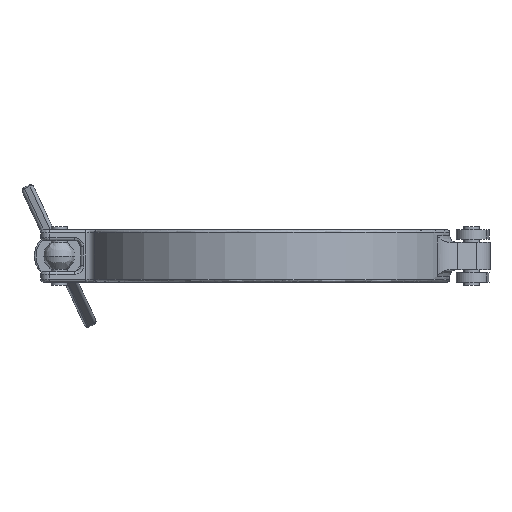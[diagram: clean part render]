
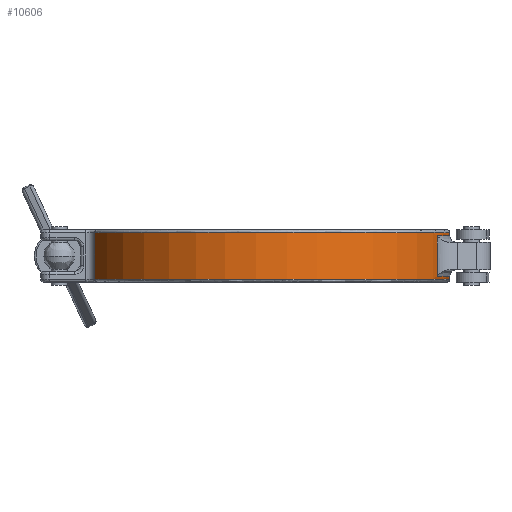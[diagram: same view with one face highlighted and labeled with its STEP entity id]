
A CAD part, front view. The second image highlights one B-rep face of the part: STEP entity #10606.
In plain terms, the highlighted cylindrical face has radius 59.25 mm (diameter 118.5 mm), a partial arc.
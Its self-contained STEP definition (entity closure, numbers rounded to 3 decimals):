
#233 = CARTESIAN_POINT ( 'NONE',  ( -56.423, -18.084, 7.5 ) ) ;
#676 = CARTESIAN_POINT ( 'NONE',  ( 58.912, -6.32, 8.5 ) ) ;
#853 = EDGE_CURVE ( 'NONE', #1512, #11723, #7538, .T. ) ;
#868 = VERTEX_POINT ( 'NONE', #11937 ) ;
#1051 = DIRECTION ( 'NONE',  ( -1., 0., 0. ) ) ;
#1512 = VERTEX_POINT ( 'NONE', #233 ) ;
#1535 = ORIENTED_EDGE ( 'NONE', *, *, #14230, .F. ) ;
#1555 = VECTOR ( 'NONE', #4930, 1000. ) ;
#1610 = DIRECTION ( 'NONE',  ( 0., 0., -1. ) ) ;
#1628 = CARTESIAN_POINT ( 'NONE',  ( 58.912, -6.32, 6.5 ) ) ;
#1818 = CIRCLE ( 'NONE', #3448, 59.25 ) ;
#1820 = ORIENTED_EDGE ( 'NONE', *, *, #9458, .T. ) ;
#1917 = CARTESIAN_POINT ( 'NONE',  ( 0., 0., -7.5 ) ) ;
#2941 = CARTESIAN_POINT ( 'NONE',  ( 0., 0., -6.5 ) ) ;
#3085 = DIRECTION ( 'NONE',  ( 0., 0., -1. ) ) ;
#3399 = AXIS2_PLACEMENT_3D ( 'NONE', #10214, #6299, #7533 ) ;
#3448 = AXIS2_PLACEMENT_3D ( 'NONE', #14190, #6542, #1051 ) ;
#3486 = VECTOR ( 'NONE', #1610, 1000. ) ;
#3593 = EDGE_CURVE ( 'NONE', #13696, #5552, #1818, .T. ) ;
#4078 = VERTEX_POINT ( 'NONE', #8238 ) ;
#4496 = CARTESIAN_POINT ( 'NONE',  ( -56.423, -18.084, -7.5 ) ) ;
#4930 = DIRECTION ( 'NONE',  ( 0., 0., -1. ) ) ;
#5020 = AXIS2_PLACEMENT_3D ( 'NONE', #1917, #6322, #10744 ) ;
#5552 = VERTEX_POINT ( 'NONE', #1628 ) ;
#5607 = DIRECTION ( 'NONE',  ( 0., 0., 1. ) ) ;
#6100 = DIRECTION ( 'NONE',  ( 0., 0., -1. ) ) ;
#6223 = CARTESIAN_POINT ( 'NONE',  ( 58.912, -6.32, 8.5 ) ) ;
#6299 = DIRECTION ( 'NONE',  ( 0., 0., -1. ) ) ;
#6322 = DIRECTION ( 'NONE',  ( 0., 0., 1. ) ) ;
#6368 = ORIENTED_EDGE ( 'NONE', *, *, #853, .T. ) ;
#6542 = DIRECTION ( 'NONE',  ( 0., 0., 1. ) ) ;
#6738 = EDGE_CURVE ( 'NONE', #9679, #5552, #8324, .T. ) ;
#6845 = ORIENTED_EDGE ( 'NONE', *, *, #7286, .T. ) ;
#6874 = CYLINDRICAL_SURFACE ( 'NONE', #3399, 59.25 ) ;
#7027 = AXIS2_PLACEMENT_3D ( 'NONE', #12810, #6100, #10446 ) ;
#7286 = EDGE_CURVE ( 'NONE', #9679, #1512, #12796, .T. ) ;
#7323 = CARTESIAN_POINT ( 'NONE',  ( 58.912, -6.32, 7.5 ) ) ;
#7533 = DIRECTION ( 'NONE',  ( -1., 0., 0. ) ) ;
#7538 = LINE ( 'NONE', #12955, #13114 ) ;
#7704 = LINE ( 'NONE', #14197, #12355 ) ;
#8238 = CARTESIAN_POINT ( 'NONE',  ( 58.912, -6.32, -6.5 ) ) ;
#8324 = LINE ( 'NONE', #6223, #1555 ) ;
#8689 = ORIENTED_EDGE ( 'NONE', *, *, #6738, .F. ) ;
#8818 = ORIENTED_EDGE ( 'NONE', *, *, #3593, .T. ) ;
#9121 = VERTEX_POINT ( 'NONE', #14229 ) ;
#9143 = AXIS2_PLACEMENT_3D ( 'NONE', #2941, #3085, #11893 ) ;
#9458 = EDGE_CURVE ( 'NONE', #4078, #9121, #13745, .T. ) ;
#9508 = EDGE_CURVE ( 'NONE', #9121, #13696, #7704, .T. ) ;
#9679 = VERTEX_POINT ( 'NONE', #7323 ) ;
#10214 = CARTESIAN_POINT ( 'NONE',  ( 0., 0., 4.5 ) ) ;
#10446 = DIRECTION ( 'NONE',  ( -1., 0., 0. ) ) ;
#10595 = LINE ( 'NONE', #676, #3486 ) ;
#10606 = ADVANCED_FACE ( 'NONE', ( #12358 ), #6874, .T. ) ;
#10744 = DIRECTION ( 'NONE',  ( -1., 0., 0. ) ) ;
#10956 = ORIENTED_EDGE ( 'NONE', *, *, #9508, .T. ) ;
#11000 = CARTESIAN_POINT ( 'NONE',  ( 54.896, -22.295, 6.5 ) ) ;
#11237 = CIRCLE ( 'NONE', #5020, 59.25 ) ;
#11283 = EDGE_CURVE ( 'NONE', #11723, #868, #11237, .T. ) ;
#11723 = VERTEX_POINT ( 'NONE', #4496 ) ;
#11868 = DIRECTION ( 'NONE',  ( 0., 0., -1. ) ) ;
#11893 = DIRECTION ( 'NONE',  ( -1., 0., 0. ) ) ;
#11937 = CARTESIAN_POINT ( 'NONE',  ( 58.912, -6.32, -7.5 ) ) ;
#12355 = VECTOR ( 'NONE', #5607, 1000. ) ;
#12358 = FACE_OUTER_BOUND ( 'NONE', #14290, .T. ) ;
#12717 = ORIENTED_EDGE ( 'NONE', *, *, #11283, .T. ) ;
#12796 = CIRCLE ( 'NONE', #7027, 59.25 ) ;
#12810 = CARTESIAN_POINT ( 'NONE',  ( 0., 0., 7.5 ) ) ;
#12955 = CARTESIAN_POINT ( 'NONE',  ( -56.423, -18.084, 4.5 ) ) ;
#13114 = VECTOR ( 'NONE', #11868, 1000. ) ;
#13696 = VERTEX_POINT ( 'NONE', #11000 ) ;
#13745 = CIRCLE ( 'NONE', #9143, 59.25 ) ;
#14190 = CARTESIAN_POINT ( 'NONE',  ( 0., 0., 6.5 ) ) ;
#14197 = CARTESIAN_POINT ( 'NONE',  ( 54.896, -22.295, 4.5 ) ) ;
#14229 = CARTESIAN_POINT ( 'NONE',  ( 54.896, -22.295, -6.5 ) ) ;
#14230 = EDGE_CURVE ( 'NONE', #4078, #868, #10595, .T. ) ;
#14290 = EDGE_LOOP ( 'NONE', ( #1535, #1820, #10956, #8818, #8689, #6845, #6368, #12717 ) ) ;
